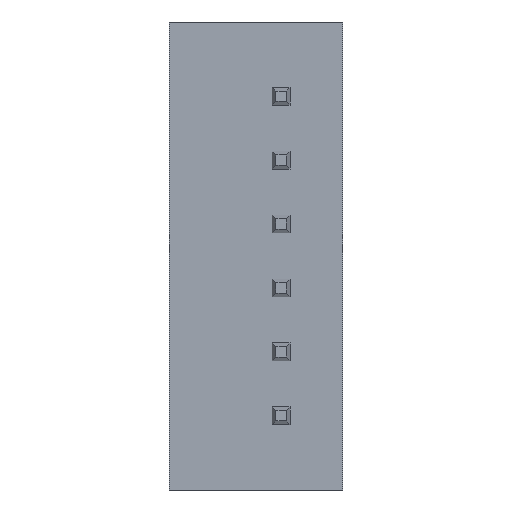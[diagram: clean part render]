
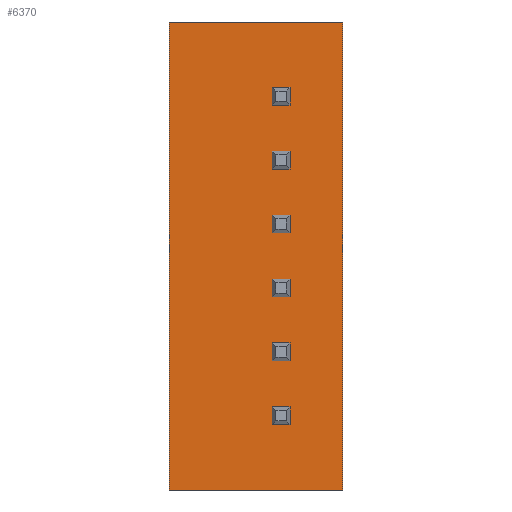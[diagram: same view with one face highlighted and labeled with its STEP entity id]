
A CAD part, front view. The second image highlights one B-rep face of the part: STEP entity #6370.
In plain terms, the highlighted planar face has unit normal (0, -1, 0).
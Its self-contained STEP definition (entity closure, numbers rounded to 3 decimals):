
#100=CARTESIAN_POINT('',(-0.202,-1.53,-15.175));
#110=VERTEX_POINT('',#100);
#280=CARTESIAN_POINT('',(0.148,-1.53,-15.175));
#290=VERTEX_POINT('',#280);
#320=CARTESIAN_POINT('',(0.,-1.53,-15.175));
#330=DIRECTION('',(1.,0.,0.));
#340=VECTOR('',#330,1.);
#350=LINE('',#320,#340);
#360=EDGE_CURVE('',#110,#290,#350,.T.);
#520=CARTESIAN_POINT('',(0.148,-1.53,-13.575));
#530=VERTEX_POINT('',#520);
#560=CARTESIAN_POINT('',(0.148,-1.53,8.125));
#570=DIRECTION('',(0.,0.,1.));
#580=VECTOR('',#570,1.);
#590=LINE('',#560,#580);
#600=CARTESIAN_POINT('',(0.148,-1.53,-13.925));
#610=VERTEX_POINT('',#600);
#620=EDGE_CURVE('',#610,#530,#590,.T.);
#1080=CARTESIAN_POINT('',(-2.217,-1.53,-8.55));
#1090=VERTEX_POINT('',#1080);
#1120=CARTESIAN_POINT('',(-2.217,-1.53,-15.625));
#1130=DIRECTION('',(0.,0.,-1.));
#1140=VECTOR('',#1130,1.);
#1150=LINE('',#1120,#1140);
#1160=CARTESIAN_POINT('',(-2.217,-1.53,-17.7));
#1170=VERTEX_POINT('',#1160);
#1180=EDGE_CURVE('',#1090,#1170,#1150,.T.);
#2310=CARTESIAN_POINT('',(0.148,-1.53,-14.825));
#2320=VERTEX_POINT('',#2310);
#2350=CARTESIAN_POINT('',(0.148,-1.53,8.125));
#2360=DIRECTION('',(0.,0.,1.));
#2370=VECTOR('',#2360,1.);
#2380=LINE('',#2350,#2370);
#2390=EDGE_CURVE('',#290,#2320,#2380,.T.);
#3100=CARTESIAN_POINT('',(-0.202,-1.53,-13.925));
#3110=VERTEX_POINT('',#3100);
#3140=CARTESIAN_POINT('',(-0.202,-1.53,8.125));
#3150=DIRECTION('',(0.,0.,-1.));
#3160=VECTOR('',#3150,1.);
#3170=LINE('',#3140,#3160);
#3180=CARTESIAN_POINT('',(-0.202,-1.53,-13.575));
#3190=VERTEX_POINT('',#3180);
#3200=EDGE_CURVE('',#3190,#3110,#3170,.T.);
#4370=CARTESIAN_POINT('',(0.5,-1.53,-8.474))
;
#4380=DIRECTION('',(0.,1.,0.));
#4390=DIRECTION('',(1.,0.,0.));
#4400=AXIS2_PLACEMENT_3D('',#4370,#4380,#4390);
#4410=PLANE('',#4400);
#4420=CARTESIAN_POINT('',(0.,-1.53,-8.55));
#4430=DIRECTION('',(1.,0.,0.));
#4440=VECTOR('',#4430,1.);
#4450=LINE('',#4420,#4440);
#4460=CARTESIAN_POINT('',(1.183,-1.53,-8.55));
#4470=VERTEX_POINT('',#4460);
#4480=EDGE_CURVE('',#1090,#4470,#4450,.T.);
#4490=ORIENTED_EDGE('',*,*,#4480,.F.);
#4500=CARTESIAN_POINT('',(1.183,-1.53,-26.875));
#4510=DIRECTION('',(0.,0.,1.));
#4520=VECTOR('',#4510,1.);
#4530=LINE('',#4500,#4520);
#4540=CARTESIAN_POINT('',(1.183,-1.53,-17.7));
#4550=VERTEX_POINT('',#4540);
#4560=EDGE_CURVE('',#4550,#4470,#4530,.T.);
#4570=ORIENTED_EDGE('',*,*,#4560,.T.);
#4580=CARTESIAN_POINT('',(0.,-1.53,-17.7));
#4590=DIRECTION('',(1.,0.,0.));
#4600=VECTOR('',#4590,1.);
#4610=LINE('',#4580,#4600);
#4620=EDGE_CURVE('',#1170,#4550,#4610,.T.);
#4630=ORIENTED_EDGE('',*,*,#4620,.T.);
#4640=ORIENTED_EDGE('',*,*,#1180,.T.);
#4650=EDGE_LOOP('',(#4640,#4630,#4570,#4490));
#4660=FACE_OUTER_BOUND('',#4650,.T.);
#4670=CARTESIAN_POINT('',(0.,-1.53,-16.425));
#4680=DIRECTION('',(1.,0.,0.));
#4690=VECTOR('',#4680,1.);
#4700=LINE('',#4670,#4690);
#4710=CARTESIAN_POINT('',(-0.202,-1.53,-16.425));
#4720=VERTEX_POINT('',#4710);
#4730=CARTESIAN_POINT('',(0.148,-1.53,-16.425));
#4740=VERTEX_POINT('',#4730);
#4750=EDGE_CURVE('',#4720,#4740,#4700,.T.);
#4760=ORIENTED_EDGE('',*,*,#4750,.F.);
#4770=CARTESIAN_POINT('',(0.148,-1.53,8.125));
#4780=DIRECTION('',(0.,0.,1.));
#4790=VECTOR('',#4780,1.);
#4800=LINE('',#4770,#4790);
#4810=CARTESIAN_POINT('',(0.148,-1.53,-16.075));
#4820=VERTEX_POINT('',#4810);
#4830=EDGE_CURVE('',#4740,#4820,#4800,.T.);
#4840=ORIENTED_EDGE('',*,*,#4830,.F.);
#4850=CARTESIAN_POINT('',(0.,-1.53,-16.075));
#4860=DIRECTION('',(1.,0.,0.));
#4870=VECTOR('',#4860,1.);
#4880=LINE('',#4850,#4870);
#4890=CARTESIAN_POINT('',(-0.202,-1.53,-16.075));
#4900=VERTEX_POINT('',#4890);
#4910=EDGE_CURVE('',#4900,#4820,#4880,.T.);
#4920=ORIENTED_EDGE('',*,*,#4910,.T.);
#4930=CARTESIAN_POINT('',(-0.202,-1.53,8.125));
#4940=DIRECTION('',(0.,0.,-1.));
#4950=VECTOR('',#4940,1.);
#4960=LINE('',#4930,#4950);
#4970=EDGE_CURVE('',#4900,#4720,#4960,.T.);
#4980=ORIENTED_EDGE('',*,*,#4970,.F.);
#4990=EDGE_LOOP('',(#4980,#4920,#4840,#4760));
#5000=FACE_BOUND('',#4990,.T.);
#5010=ORIENTED_EDGE('',*,*,#360,.F.);
#5020=ORIENTED_EDGE('',*,*,#2390,.F.);
#5030=CARTESIAN_POINT('',(0.,-1.53,-14.825));
#5040=DIRECTION('',(1.,0.,0.));
#5050=VECTOR('',#5040,1.);
#5060=LINE('',#5030,#5050);
#5070=CARTESIAN_POINT('',(-0.202,-1.53,-14.825));
#5080=VERTEX_POINT('',#5070);
#5090=EDGE_CURVE('',#5080,#2320,#5060,.T.);
#5100=ORIENTED_EDGE('',*,*,#5090,.T.);
#5110=CARTESIAN_POINT('',(-0.202,-1.53,8.125));
#5120=DIRECTION('',(0.,0.,-1.));
#5130=VECTOR('',#5120,1.);
#5140=LINE('',#5110,#5130);
#5150=EDGE_CURVE('',#5080,#110,#5140,.T.);
#5160=ORIENTED_EDGE('',*,*,#5150,.F.);
#5170=EDGE_LOOP('',(#5160,#5100,#5020,#5010));
#5180=FACE_BOUND('',#5170,.T.);
#5190=CARTESIAN_POINT('',(0.,-1.53,-13.925));
#5200=DIRECTION('',(1.,0.,0.));
#5210=VECTOR('',#5200,1.);
#5220=LINE('',#5190,#5210);
#5230=EDGE_CURVE('',#3110,#610,#5220,.T.);
#5240=ORIENTED_EDGE('',*,*,#5230,.F.);
#5250=ORIENTED_EDGE('',*,*,#620,.F.);
#5260=CARTESIAN_POINT('',(0.,-1.53,-13.575));
#5270=DIRECTION('',(1.,0.,0.));
#5280=VECTOR('',#5270,1.);
#5290=LINE('',#5260,#5280);
#5300=EDGE_CURVE('',#3190,#530,#5290,.T.);
#5310=ORIENTED_EDGE('',*,*,#5300,.T.);
#5320=ORIENTED_EDGE('',*,*,#3200,.F.);
#5330=EDGE_LOOP('',(#5320,#5310,#5250,#5240));
#5340=FACE_BOUND('',#5330,.T.);
#5350=CARTESIAN_POINT('',(0.,-1.53,-11.425));
#5360=DIRECTION('',(1.,0.,0.));
#5370=VECTOR('',#5360,1.);
#5380=LINE('',#5350,#5370);
#5390=CARTESIAN_POINT('',(-0.202,-1.53,-11.425));
#5400=VERTEX_POINT('',#5390);
#5410=CARTESIAN_POINT('',(0.148,-1.53,-11.425));
#5420=VERTEX_POINT('',#5410);
#5430=EDGE_CURVE('',#5400,#5420,#5380,.T.);
#5440=ORIENTED_EDGE('',*,*,#5430,.F.);
#5450=CARTESIAN_POINT('',(0.148,-1.53,-3.125));
#5460=DIRECTION('',(0.,0.,1.));
#5470=VECTOR('',#5460,1.);
#5480=LINE('',#5450,#5470);
#5490=CARTESIAN_POINT('',(0.148,-1.53,-11.075));
#5500=VERTEX_POINT('',#5490);
#5510=EDGE_CURVE('',#5420,#5500,#5480,.T.);
#5520=ORIENTED_EDGE('',*,*,#5510,.F.);
#5530=CARTESIAN_POINT('',(0.,-1.53,-11.075));
#5540=DIRECTION('',(1.,0.,0.));
#5550=VECTOR('',#5540,1.);
#5560=LINE('',#5530,#5550);
#5570=CARTESIAN_POINT('',(-0.202,-1.53,-11.075));
#5580=VERTEX_POINT('',#5570);
#5590=EDGE_CURVE('',#5580,#5500,#5560,.T.);
#5600=ORIENTED_EDGE('',*,*,#5590,.T.);
#5610=CARTESIAN_POINT('',(-0.202,-1.53,-3.125));
#5620=DIRECTION('',(0.,0.,-1.));
#5630=VECTOR('',#5620,1.);
#5640=LINE('',#5610,#5630);
#5650=EDGE_CURVE('',#5580,#5400,#5640,.T.);
#5660=ORIENTED_EDGE('',*,*,#5650,.F.);
#5670=EDGE_LOOP('',(#5660,#5600,#5520,#5440));
#5680=FACE_BOUND('',#5670,.T.);
#5690=CARTESIAN_POINT('',(0.,-1.53,-9.825));
#5700=DIRECTION('',(1.,0.,0.));
#5710=VECTOR('',#5700,1.);
#5720=LINE('',#5690,#5710);
#5730=CARTESIAN_POINT('',(-0.202,-1.53,-9.825));
#5740=VERTEX_POINT('',#5730);
#5750=CARTESIAN_POINT('',(0.148,-1.53,-9.825));
#5760=VERTEX_POINT('',#5750);
#5770=EDGE_CURVE('',#5740,#5760,#5720,.T.);
#5780=ORIENTED_EDGE('',*,*,#5770,.T.);
#5790=CARTESIAN_POINT('',(-0.202,-1.53,-3.125));
#5800=DIRECTION('',(0.,0.,-1.));
#5810=VECTOR('',#5800,1.);
#5820=LINE('',#5790,#5810);
#5830=CARTESIAN_POINT('',(-0.202,-1.53,-10.175));
#5840=VERTEX_POINT('',#5830);
#5850=EDGE_CURVE('',#5740,#5840,#5820,.T.);
#5860=ORIENTED_EDGE('',*,*,#5850,.F.);
#5870=CARTESIAN_POINT('',(0.,-1.53,-10.175));
#5880=DIRECTION('',(1.,0.,0.));
#5890=VECTOR('',#5880,1.);
#5900=LINE('',#5870,#5890);
#5910=CARTESIAN_POINT('',(0.148,-1.53,-10.175));
#5920=VERTEX_POINT('',#5910);
#5930=EDGE_CURVE('',#5840,#5920,#5900,.T.);
#5940=ORIENTED_EDGE('',*,*,#5930,.F.);
#5950=CARTESIAN_POINT('',(0.148,-1.53,-3.125));
#5960=DIRECTION('',(0.,0.,1.));
#5970=VECTOR('',#5960,1.);
#5980=LINE('',#5950,#5970);
#5990=EDGE_CURVE('',#5920,#5760,#5980,.T.);
#6000=ORIENTED_EDGE('',*,*,#5990,.F.);
#6010=EDGE_LOOP('',(#6000,#5940,#5860,#5780));
#6020=FACE_BOUND('',#6010,.T.);
#6030=CARTESIAN_POINT('',(0.,-1.53,-12.675));
#6040=DIRECTION('',(1.,0.,0.));
#6050=VECTOR('',#6040,1.);
#6060=LINE('',#6030,#6050);
#6070=CARTESIAN_POINT('',(-0.202,-1.53,-12.675));
#6080=VERTEX_POINT('',#6070);
#6090=CARTESIAN_POINT('',(0.148,-1.53,-12.675));
#6100=VERTEX_POINT('',#6090);
#6110=EDGE_CURVE('',#6080,#6100,#6060,.T.);
#6120=ORIENTED_EDGE('',*,*,#6110,.F.);
#6130=CARTESIAN_POINT('',(0.148,-1.53,-3.125));
#6140=DIRECTION('',(0.,0.,1.));
#6150=VECTOR('',#6140,1.);
#6160=LINE('',#6130,#6150);
#6170=CARTESIAN_POINT('',(0.148,-1.53,-12.325));
#6180=VERTEX_POINT('',#6170);
#6190=EDGE_CURVE('',#6100,#6180,#6160,.T.);
#6200=ORIENTED_EDGE('',*,*,#6190,.F.);
#6210=CARTESIAN_POINT('',(0.,-1.53,-12.325));
#6220=DIRECTION('',(1.,0.,0.));
#6230=VECTOR('',#6220,1.);
#6240=LINE('',#6210,#6230);
#6250=CARTESIAN_POINT('',(-0.202,-1.53,-12.325));
#6260=VERTEX_POINT('',#6250);
#6270=EDGE_CURVE('',#6260,#6180,#6240,.T.);
#6280=ORIENTED_EDGE('',*,*,#6270,.T.);
#6290=CARTESIAN_POINT('',(-0.202,-1.53,-3.125));
#6300=DIRECTION('',(0.,0.,-1.));
#6310=VECTOR('',#6300,1.);
#6320=LINE('',#6290,#6310);
#6330=EDGE_CURVE('',#6260,#6080,#6320,.T.);
#6340=ORIENTED_EDGE('',*,*,#6330,.F.);
#6350=EDGE_LOOP('',(#6340,#6280,#6200,#6120));
#6360=FACE_BOUND('',#6350,.T.);
#6370=ADVANCED_FACE('',(#4660,#5000,#5180,#5340,#5680,#6020,#6360),#4410
,.F.);
